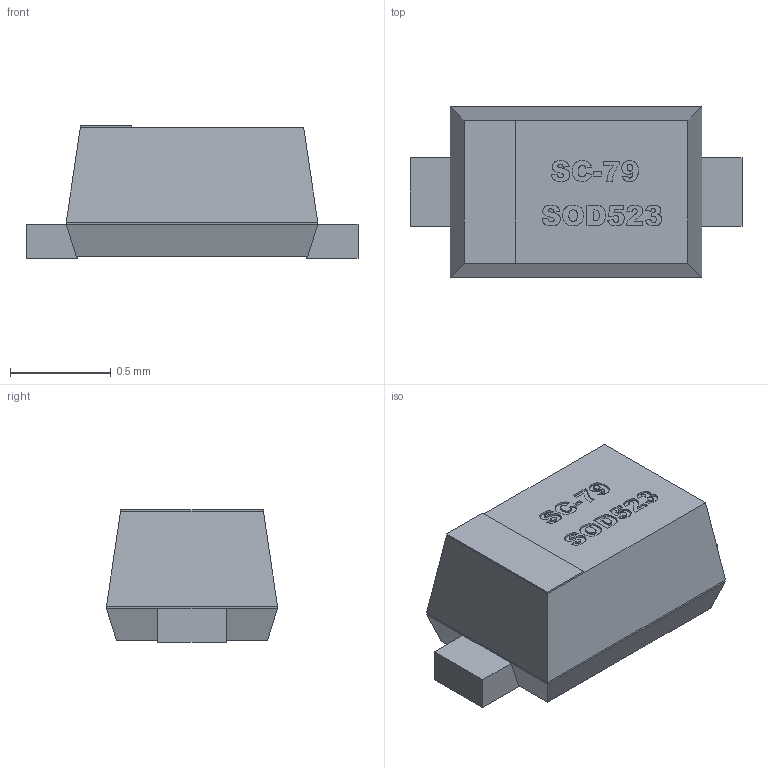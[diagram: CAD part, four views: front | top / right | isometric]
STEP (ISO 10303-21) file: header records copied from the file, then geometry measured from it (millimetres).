
FILE_DESCRIPTION (( 'STEP AP214' ), '1' );
FILE_NAME ('7E5EA348-2B2C-4463-B832-59BE5E1EAC4A.STEP', '2025-09-10T14:26:09', ( '' ), ( '' ), 'SwSTEP 2.0', 'SolidWorks 2022', '' );
FILE_SCHEMA (( 'AUTOMOTIVE_DESIGN' ));
Length unit declared in the file: millimetre
Products named in the file (1): 7E5EA348-2B2C-4463-B832-59BE5E1EAC4A
Bounding box: 1.65 x 0.85 x 0.66 mm (x, y, z)
Volume: 0.6 mm3; surface area: 4.8 mm2
Topology: 1 solids, 1 shells, 187 faces, 497 edges, 326 vertices
Faces by surface type: bspline 104, plane 83
Entity records: 6638 total; most frequent: CARTESIAN_POINT 2339, ORIENTED_EDGE 994, EDGE_CURVE 497, DIRECTION 457, VERTEX_POINT 326, LINE 289, VECTOR 289, B_SPLINE_CURVE_WITH_KNOTS 208
